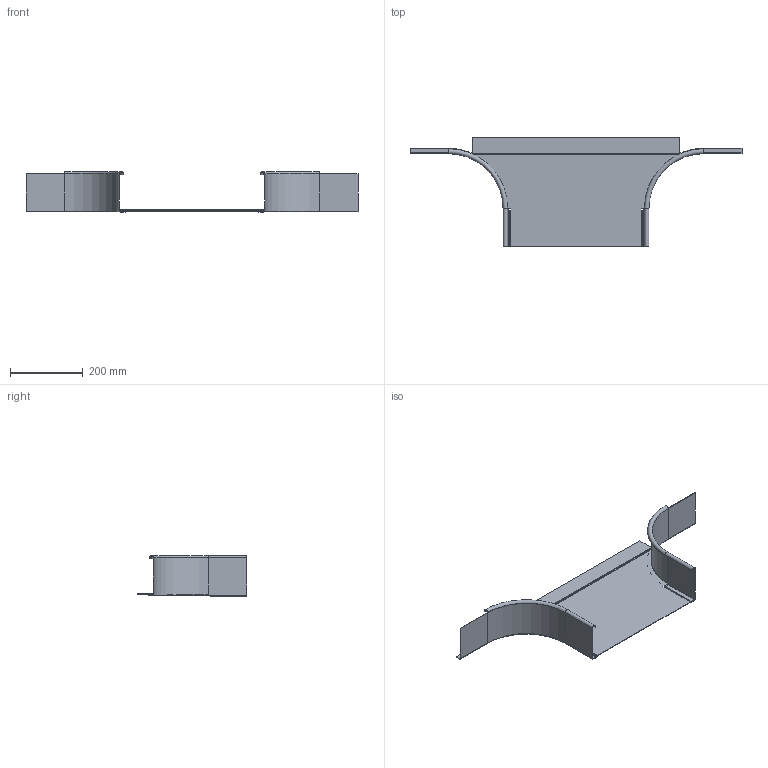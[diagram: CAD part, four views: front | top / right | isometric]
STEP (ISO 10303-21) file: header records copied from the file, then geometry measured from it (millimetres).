
FILE_DESCRIPTION((''),'2;1');
FILE_NAME('7123396_ASM','2014-05-08T',('AndreasKeweloh'),(''),'PRO/ENGINEER BY PARAMETRIC TECHNOLOGY CORPORATION, 2014000','PRO/ENGINEER BY PARAMETRIC TECHNOLOGY CORPORATION, 2014000','');
FILE_SCHEMA(('CONFIG_CONTROL_DESIGN'));
Length unit declared in the file: millimetre
Products named in the file (4): 7123396INNENHOLM_LINKS_; 7123396_INNENHOLM_RECHTS; 7123396_BODENBLECH_R_150; 7123396_ASM
Assembly tree (3 placements, depth 2):
  7123396_ASM
    7123396INNENHOLM_LINKS_
    7123396_INNENHOLM_RECHTS
    7123396_BODENBLECH_R_150
Bounding box: 910 x 300 x 112.01 mm (x, y, z)
Volume: 352933.3 mm3; surface area: 515976.6 mm2
Topology: 3 solids, 3 shells, 108 faces, 270 edges, 168 vertices
Faces by surface type: plane 64, cylinder 36, torus 8
Entity records: 3297 total; most frequent: DIRECTION 578, CARTESIAN_POINT 560, ORIENTED_EDGE 540, EDGE_CURVE 270, AXIS2_PLACEMENT_3D 195, VECTOR 188, LINE 188, VERTEX_POINT 168
